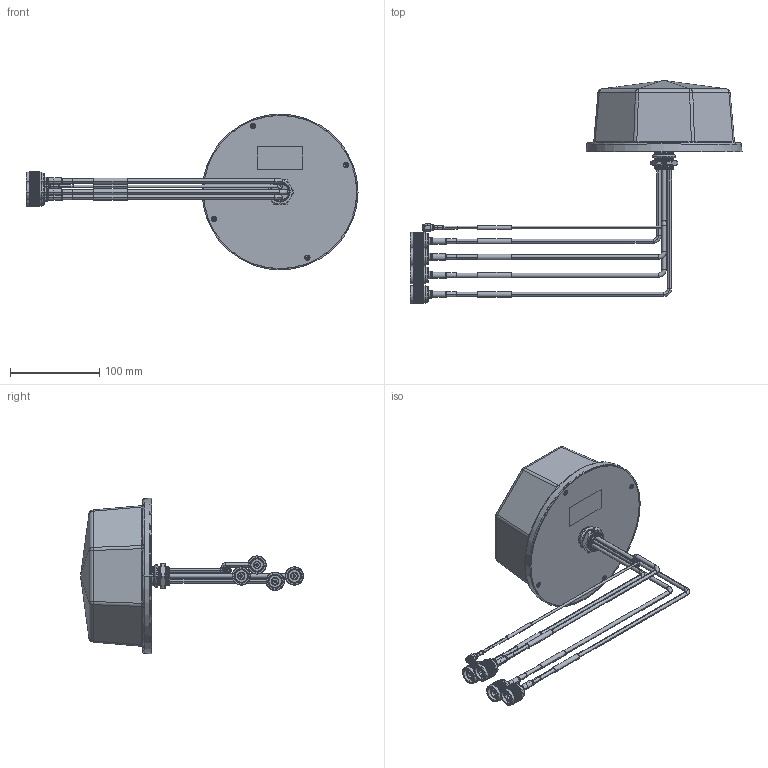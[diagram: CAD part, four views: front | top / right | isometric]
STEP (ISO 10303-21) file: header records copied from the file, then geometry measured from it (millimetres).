
FILE_DESCRIPTION (( 'STEP AP214' ), '1' );
FILE_NAME ('FMANOM1113_3D.step', '2023-08-04T22:03:10', ( '' ), ( '' ), 'SwSTEP 2.0', 'SolidWorks 2022', '' );
FILE_SCHEMA (( 'AUTOMOTIVE_DESIGN' ));
Length unit declared in the file: inch
Products named in the file (10): LUOMU_M22(2)^FMANOM1113; PE4329_cellular HS^FMANOM1113_CRIMPED; CB421YD_01(2)^FMANOM1113; KA3X10(2)^FMANOM1113; CB441YD_01(2)^FMANOM1113; FMANOM1113_3D; CB421YD_02(2)^FMANOM1113; wires^FMANOM1113; PE4003 ¦ SC7059_GPS^FMANOM1113_heat shrink; O-26X3(2)^FMANOM1113
Assembly tree (15 placements, depth 2):
  FMANOM1113_3D
    CB441YD_01(2)^FMANOM1113
    CB421YD_01(2)^FMANOM1113
    CB421YD_02(2)^FMANOM1113
    KA3X10(2)^FMANOM1113  x4
    O-26X3(2)^FMANOM1113
    LUOMU_M22(2)^FMANOM1113
    wires^FMANOM1113
    PE4003 ¦ SC7059_GPS^FMANOM1113_heat shrink
    PE4329_cellular HS^FMANOM1113_CRIMPED  x4
Bounding box: 372.83 x 250.25 x 175 mm (x, y, z)
Volume: 226523.7 mm3; surface area: 214869.6 mm2
Topology: 19 solids, 24 shells, 10514 faces, 22832 edges, 12426 vertices
Faces by surface type: bspline 7293, cylinder 2513, plane 314, cone 244, torus 142, sphere 8
Entity records: 123116 total; most frequent: CARTESIAN_POINT 76199, ORIENTED_EDGE 13356, EDGE_CURVE 6678, DIRECTION 4679, VERTEX_POINT 3696, EDGE_LOOP 3106, ADVANCED_FACE 3050, FACE_OUTER_BOUND 3050
